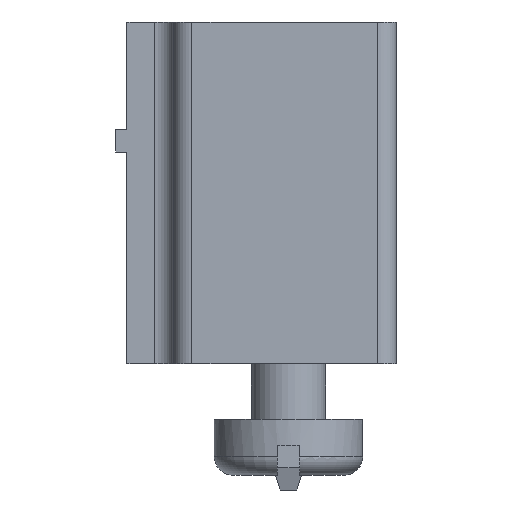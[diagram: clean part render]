
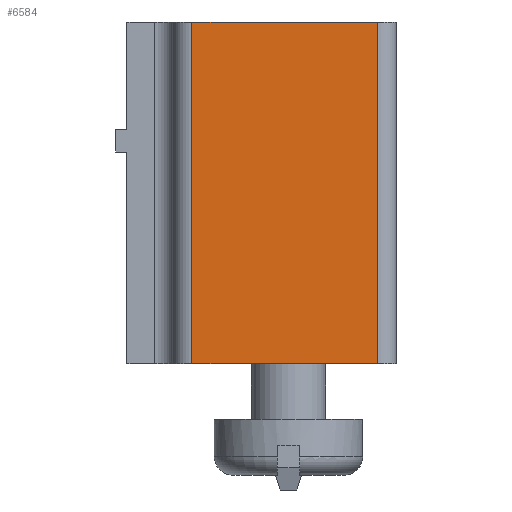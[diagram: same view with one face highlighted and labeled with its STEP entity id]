
A CAD part, left-side view. The second image highlights one B-rep face of the part: STEP entity #6584.
In plain terms, the highlighted planar face has unit normal (-1, 0, 0).
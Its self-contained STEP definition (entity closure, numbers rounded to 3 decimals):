
#44 = PLANE('',#45);
#45 = AXIS2_PLACEMENT_3D('',#46,#47,#48);
#46 = CARTESIAN_POINT('',(-7.1,-2.9,0.));
#47 = DIRECTION('',(0.,0.,-1.));
#48 = DIRECTION('',(-1.,0.,0.));
#72 = CYLINDRICAL_SURFACE('',#73,0.5);
#73 = AXIS2_PLACEMENT_3D('',#74,#75,#76);
#74 = CARTESIAN_POINT('',(-6.6,-2.4,0.));
#75 = DIRECTION('',(0.,0.,1.));
#76 = DIRECTION('',(0.,-1.,0.));
#100 = PLANE('',#101);
#101 = AXIS2_PLACEMENT_3D('',#102,#103,#104);
#102 = CARTESIAN_POINT('',(-7.1,-2.9,9.2));
#103 = DIRECTION('',(0.,0.,-1.));
#104 = DIRECTION('',(-1.,0.,0.));
#143 = VERTEX_POINT('',#144);
#144 = CARTESIAN_POINT('',(-7.1,-2.4,0.));
#166 = EDGE_CURVE('',#167,#143,#169,.T.);
#167 = VERTEX_POINT('',#168);
#168 = CARTESIAN_POINT('',(-7.1,2.6,0.));
#169 = SURFACE_CURVE('',#170,(#174,#181),.PCURVE_S1.);
#170 = LINE('',#171,#172);
#171 = CARTESIAN_POINT('',(-7.1,3.1,0.));
#172 = VECTOR('',#173,1.);
#173 = DIRECTION('',(0.,-1.,0.));
#174 = PCURVE('',#44,#175);
#175 = DEFINITIONAL_REPRESENTATION('',(#176),#180);
#176 = LINE('',#177,#178);
#177 = CARTESIAN_POINT('',(0.,6.));
#178 = VECTOR('',#179,1.);
#179 = DIRECTION('',(0.,-1.));
#180 = ( GEOMETRIC_REPRESENTATION_CONTEXT(2)
PARAMETRIC_REPRESENTATION_CONTEXT() REPRESENTATION_CONTEXT('2D SPACE',''
) );
#181 = PCURVE('',#182,#187);
#182 = PLANE('',#183);
#183 = AXIS2_PLACEMENT_3D('',#184,#185,#186);
#184 = CARTESIAN_POINT('',(-7.1,3.1,0.));
#185 = DIRECTION('',(1.,0.,0.));
#186 = DIRECTION('',(0.,-1.,0.));
#187 = DEFINITIONAL_REPRESENTATION('',(#188),#192);
#188 = LINE('',#189,#190);
#189 = CARTESIAN_POINT('',(0.,0.));
#190 = VECTOR('',#191,1.);
#191 = DIRECTION('',(1.,0.));
#192 = ( GEOMETRIC_REPRESENTATION_CONTEXT(2)
PARAMETRIC_REPRESENTATION_CONTEXT() REPRESENTATION_CONTEXT('2D SPACE',''
) );
#215 = CYLINDRICAL_SURFACE('',#216,0.5);
#216 = AXIS2_PLACEMENT_3D('',#217,#218,#219);
#217 = CARTESIAN_POINT('',(-6.6,2.6,0.));
#218 = DIRECTION('',(0.,0.,1.));
#219 = DIRECTION('',(0.,1.,0.));
#1744 = EDGE_CURVE('',#143,#1745,#1747,.T.);
#1745 = VERTEX_POINT('',#1746);
#1746 = CARTESIAN_POINT('',(-7.1,-2.4,9.2));
#1747 = SURFACE_CURVE('',#1748,(#1752,#1759),.PCURVE_S1.);
#1748 = LINE('',#1749,#1750);
#1749 = CARTESIAN_POINT('',(-7.1,-2.4,0.));
#1750 = VECTOR('',#1751,1.);
#1751 = DIRECTION('',(0.,0.,1.));
#1752 = PCURVE('',#72,#1753);
#1753 = DEFINITIONAL_REPRESENTATION('',(#1754),#1758);
#1754 = LINE('',#1755,#1756);
#1755 = CARTESIAN_POINT('',(-1.571,0.));
#1756 = VECTOR('',#1757,1.);
#1757 = DIRECTION('',(0.,1.));
#1758 = ( GEOMETRIC_REPRESENTATION_CONTEXT(2)
PARAMETRIC_REPRESENTATION_CONTEXT() REPRESENTATION_CONTEXT('2D SPACE',''
) );
#1759 = PCURVE('',#182,#1760);
#1760 = DEFINITIONAL_REPRESENTATION('',(#1761),#1765);
#1761 = LINE('',#1762,#1763);
#1762 = CARTESIAN_POINT('',(5.5,0.));
#1763 = VECTOR('',#1764,1.);
#1764 = DIRECTION('',(0.,-1.));
#1765 = ( GEOMETRIC_REPRESENTATION_CONTEXT(2)
PARAMETRIC_REPRESENTATION_CONTEXT() REPRESENTATION_CONTEXT('2D SPACE',''
) );
#1849 = EDGE_CURVE('',#1850,#1745,#1852,.T.);
#1850 = VERTEX_POINT('',#1851);
#1851 = CARTESIAN_POINT('',(-7.1,2.6,9.2));
#1852 = SURFACE_CURVE('',#1853,(#1857,#1864),.PCURVE_S1.);
#1853 = LINE('',#1854,#1855);
#1854 = CARTESIAN_POINT('',(-7.1,3.1,9.2));
#1855 = VECTOR('',#1856,1.);
#1856 = DIRECTION('',(0.,-1.,0.));
#1857 = PCURVE('',#100,#1858);
#1858 = DEFINITIONAL_REPRESENTATION('',(#1859),#1863);
#1859 = LINE('',#1860,#1861);
#1860 = CARTESIAN_POINT('',(0.,6.));
#1861 = VECTOR('',#1862,1.);
#1862 = DIRECTION('',(0.,-1.));
#1863 = ( GEOMETRIC_REPRESENTATION_CONTEXT(2)
PARAMETRIC_REPRESENTATION_CONTEXT() REPRESENTATION_CONTEXT('2D SPACE',''
) );
#1864 = PCURVE('',#182,#1865);
#1865 = DEFINITIONAL_REPRESENTATION('',(#1866),#1870);
#1866 = LINE('',#1867,#1868);
#1867 = CARTESIAN_POINT('',(0.,-9.2));
#1868 = VECTOR('',#1869,1.);
#1869 = DIRECTION('',(1.,0.));
#1870 = ( GEOMETRIC_REPRESENTATION_CONTEXT(2)
PARAMETRIC_REPRESENTATION_CONTEXT() REPRESENTATION_CONTEXT('2D SPACE',''
) );
#6584 = ADVANCED_FACE('',(#6585),#182,.F.);
#6585 = FACE_BOUND('',#6586,.F.);
#6586 = EDGE_LOOP('',(#6587,#6588,#6609,#6610));
#6587 = ORIENTED_EDGE('',*,*,#166,.F.);
#6588 = ORIENTED_EDGE('',*,*,#6589,.T.);
#6589 = EDGE_CURVE('',#167,#1850,#6590,.T.);
#6590 = SURFACE_CURVE('',#6591,(#6595,#6602),.PCURVE_S1.);
#6591 = LINE('',#6592,#6593);
#6592 = CARTESIAN_POINT('',(-7.1,2.6,0.));
#6593 = VECTOR('',#6594,1.);
#6594 = DIRECTION('',(0.,0.,1.));
#6595 = PCURVE('',#182,#6596);
#6596 = DEFINITIONAL_REPRESENTATION('',(#6597),#6601);
#6597 = LINE('',#6598,#6599);
#6598 = CARTESIAN_POINT('',(0.5,0.));
#6599 = VECTOR('',#6600,1.);
#6600 = DIRECTION('',(0.,-1.));
#6601 = ( GEOMETRIC_REPRESENTATION_CONTEXT(2)
PARAMETRIC_REPRESENTATION_CONTEXT() REPRESENTATION_CONTEXT('2D SPACE',''
) );
#6602 = PCURVE('',#215,#6603);
#6603 = DEFINITIONAL_REPRESENTATION('',(#6604),#6608);
#6604 = LINE('',#6605,#6606);
#6605 = CARTESIAN_POINT('',(1.571,0.));
#6606 = VECTOR('',#6607,1.);
#6607 = DIRECTION('',(0.,1.));
#6608 = ( GEOMETRIC_REPRESENTATION_CONTEXT(2)
PARAMETRIC_REPRESENTATION_CONTEXT() REPRESENTATION_CONTEXT('2D SPACE',''
) );
#6609 = ORIENTED_EDGE('',*,*,#1849,.T.);
#6610 = ORIENTED_EDGE('',*,*,#1744,.F.);
